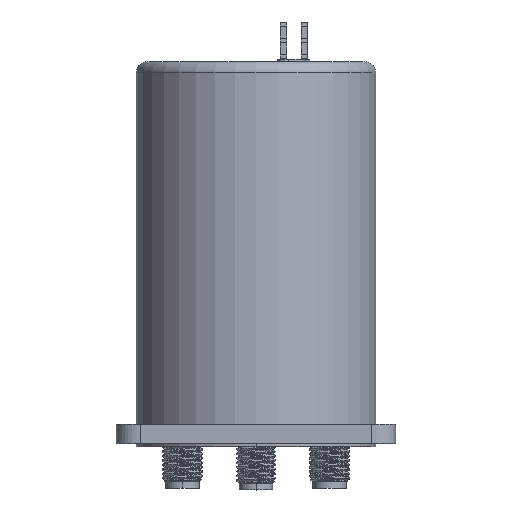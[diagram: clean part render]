
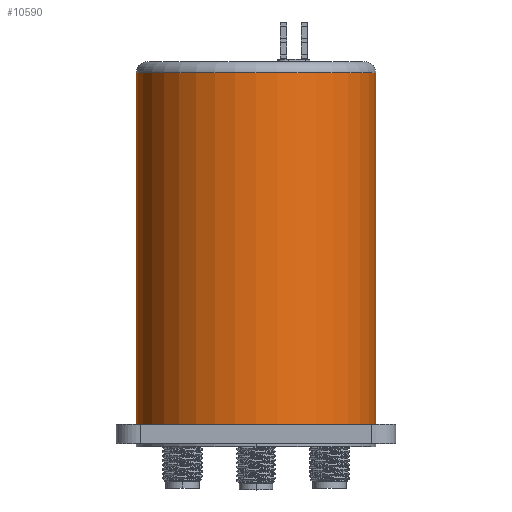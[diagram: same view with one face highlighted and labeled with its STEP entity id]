
A CAD part, top view. The second image highlights one B-rep face of the part: STEP entity #10590.
In plain terms, the highlighted cylindrical face has radius 19.05 mm (diameter 38.1 mm), a partial arc.
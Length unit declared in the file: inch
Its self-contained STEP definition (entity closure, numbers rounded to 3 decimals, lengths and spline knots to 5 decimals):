
#148 = ORIENTED_EDGE ( 'NONE', *, *, #25779, .T. ) ;
#549 = VECTOR ( 'NONE', #14483, 39.37008 ) ;
#1249 = DIRECTION ( 'NONE',  ( 0., -1., 0. ) ) ;
#2244 = ORIENTED_EDGE ( 'NONE', *, *, #26266, .F. ) ;
#2384 = CARTESIAN_POINT ( 'NONE',  ( 0., 2.28, 0. ) ) ;
#4184 = VECTOR ( 'NONE', #25524, 39.37008 ) ;
#6438 = AXIS2_PLACEMENT_3D ( 'NONE', #16010, #26775, #24321 ) ;
#7001 = ORIENTED_EDGE ( 'NONE', *, *, #13104, .T. ) ;
#8146 = CARTESIAN_POINT ( 'NONE',  ( 0., 0.01, -0.75 ) ) ;
#8181 = CARTESIAN_POINT ( 'NONE',  ( 0., 2.21, 0. ) ) ;
#8350 = VERTEX_POINT ( 'NONE', #16091 ) ;
#10590 = ADVANCED_FACE ( 'NONE', ( #21549 ), #23865, .T. ) ;
#10719 = DIRECTION ( 'NONE',  ( 0., 0., -1. ) ) ;
#12316 = LINE ( 'NONE', #18428, #549 ) ;
#12403 = DIRECTION ( 'NONE',  ( 0., 0., 1. ) ) ;
#13104 = EDGE_CURVE ( 'NONE', #8350, #22135, #12316, .T. ) ;
#13255 = LINE ( 'NONE', #23186, #4184 ) ;
#13474 = EDGE_LOOP ( 'NONE', ( #16427, #148, #7001, #2244 ) ) ;
#14314 = DIRECTION ( 'NONE',  ( 0., -1., 0. ) ) ;
#14483 = DIRECTION ( 'NONE',  ( 0., -1., 0. ) ) ;
#16010 = CARTESIAN_POINT ( 'NONE',  ( 0., 0.01, 0. ) ) ;
#16091 = CARTESIAN_POINT ( 'NONE',  ( 0., 2.21, -0.75 ) ) ;
#16427 = ORIENTED_EDGE ( 'NONE', *, *, #17823, .F. ) ;
#16849 = AXIS2_PLACEMENT_3D ( 'NONE', #8181, #14314, #12403 ) ;
#17823 = EDGE_CURVE ( 'NONE', #25472, #26066, #13255, .T. ) ;
#18428 = CARTESIAN_POINT ( 'NONE',  ( 0., 2.28, -0.75 ) ) ;
#19166 = AXIS2_PLACEMENT_3D ( 'NONE', #2384, #1249, #10719 ) ;
#20356 = CIRCLE ( 'NONE', #6438, 0.75 ) ;
#21549 = FACE_OUTER_BOUND ( 'NONE', #13474, .T. ) ;
#22064 = CIRCLE ( 'NONE', #16849, 0.75 ) ;
#22135 = VERTEX_POINT ( 'NONE', #8146 ) ;
#23186 = CARTESIAN_POINT ( 'NONE',  ( 0., 2.28, 0.75 ) ) ;
#23806 = CARTESIAN_POINT ( 'NONE',  ( 0., 0.01, 0.75 ) ) ;
#23865 = CYLINDRICAL_SURFACE ( 'NONE', #19166, 0.75 ) ;
#24180 = CARTESIAN_POINT ( 'NONE',  ( 0., 2.21, 0.75 ) ) ;
#24321 = DIRECTION ( 'NONE',  ( 0., 0., -1. ) ) ;
#25472 = VERTEX_POINT ( 'NONE', #24180 ) ;
#25524 = DIRECTION ( 'NONE',  ( 0., -1., 0. ) ) ;
#25779 = EDGE_CURVE ( 'NONE', #25472, #8350, #22064, .T. ) ;
#26066 = VERTEX_POINT ( 'NONE', #23806 ) ;
#26266 = EDGE_CURVE ( 'NONE', #26066, #22135, #20356, .T. ) ;
#26775 = DIRECTION ( 'NONE',  ( 0., -1., 0. ) ) ;
